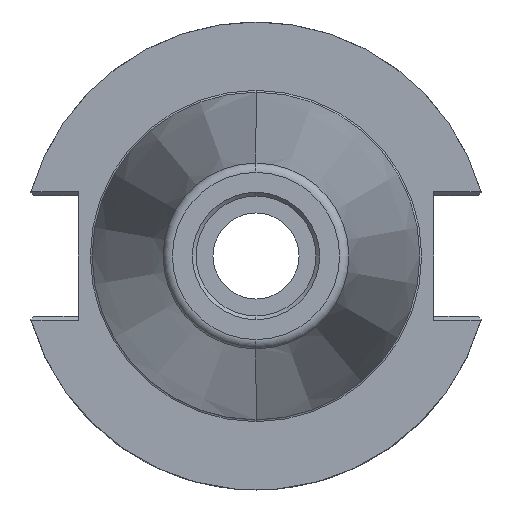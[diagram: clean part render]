
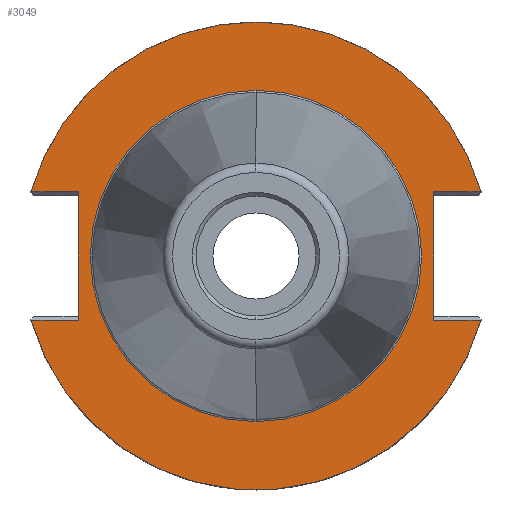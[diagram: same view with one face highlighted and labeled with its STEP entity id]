
A CAD part, left-side view. The second image highlights one B-rep face of the part: STEP entity #3049.
In plain terms, the highlighted planar face has unit normal (-1, 0, 0).
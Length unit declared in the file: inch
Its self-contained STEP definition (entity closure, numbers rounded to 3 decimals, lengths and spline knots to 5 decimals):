
#10 = VERTEX_POINT ( 'NONE', #351 ) ;
#57 = ORIENTED_EDGE ( 'NONE', *, *, #2643, .T. ) ;
#80 = DIRECTION ( 'NONE',  ( 0., 0., 1. ) ) ;
#91 = ORIENTED_EDGE ( 'NONE', *, *, #2174, .T. ) ;
#111 = VERTEX_POINT ( 'NONE', #2308 ) ;
#189 = CARTESIAN_POINT ( 'NONE',  ( 0.04, 0.95, 0. ) ) ;
#202 = CARTESIAN_POINT ( 'NONE',  ( 0.04, 0.875, -0.3425 ) ) ;
#236 = DIRECTION ( 'NONE',  ( 0., -1., 0. ) ) ;
#245 = FACE_BOUND ( 'NONE', #1979, .T. ) ;
#327 = DIRECTION ( 'NONE',  ( -1., 0., 0. ) ) ;
#350 = DIRECTION ( 'NONE',  ( 1., 0., 0. ) ) ;
#351 = CARTESIAN_POINT ( 'NONE',  ( 0.04, -1.20216, -0.3425 ) ) ;
#365 = CARTESIAN_POINT ( 'NONE',  ( 0.04, 0., 0.885 ) ) ;
#395 = CIRCLE ( 'NONE', #1326, 0.885 ) ;
#453 = CARTESIAN_POINT ( 'NONE',  ( 0.04, 0.875, -0.3425 ) ) ;
#456 = EDGE_LOOP ( 'NONE', ( #1663, #1081, #1329, #91, #57, #1161, #2424, #2447, #862 ) ) ;
#652 = CARTESIAN_POINT ( 'NONE',  ( 0.04, 1.20216, 0.3425 ) ) ;
#653 = DIRECTION ( 'NONE',  ( 0., 0., 1. ) ) ;
#656 = CARTESIAN_POINT ( 'NONE',  ( 0.04, -1.20216, 0.3425 ) ) ;
#676 = CARTESIAN_POINT ( 'NONE',  ( 0.04, 0.875, 0. ) ) ;
#687 = AXIS2_PLACEMENT_3D ( 'NONE', #676, #2628, #1400 ) ;
#697 = EDGE_CURVE ( 'NONE', #1213, #1744, #2072, .T. ) ;
#708 = LINE ( 'NONE', #766, #784 ) ;
#766 = CARTESIAN_POINT ( 'NONE',  ( 0.04, 0.875, 0.3425 ) ) ;
#784 = VECTOR ( 'NONE', #2931, 39.37008 ) ;
#826 = AXIS2_PLACEMENT_3D ( 'NONE', #2751, #327, #2011 ) ;
#862 = ORIENTED_EDGE ( 'NONE', *, *, #697, .T. ) ;
#954 = CARTESIAN_POINT ( 'NONE',  ( 0.04, 0.95, -0.3425 ) ) ;
#1014 = VECTOR ( 'NONE', #2912, 39.37008 ) ;
#1016 = CIRCLE ( 'NONE', #2398, 1.25 ) ;
#1077 = CARTESIAN_POINT ( 'NONE',  ( 0.04, 0., 0. ) ) ;
#1081 = ORIENTED_EDGE ( 'NONE', *, *, #1929, .T. ) ;
#1095 = DIRECTION ( 'NONE',  ( 0., 0., -1. ) ) ;
#1118 = ORIENTED_EDGE ( 'NONE', *, *, #2940, .T. ) ;
#1156 = VECTOR ( 'NONE', #1183, 39.37008 ) ;
#1161 = ORIENTED_EDGE ( 'NONE', *, *, #1777, .T. ) ;
#1183 = DIRECTION ( 'NONE',  ( 0., 1., 0. ) ) ;
#1213 = VERTEX_POINT ( 'NONE', #954 ) ;
#1228 = FACE_OUTER_BOUND ( 'NONE', #456, .T. ) ;
#1235 = LINE ( 'NONE', #453, #1156 ) ;
#1298 = DIRECTION ( 'NONE',  ( -1., 0., 0. ) ) ;
#1326 = AXIS2_PLACEMENT_3D ( 'NONE', #2558, #3008, #1095 ) ;
#1329 = ORIENTED_EDGE ( 'NONE', *, *, #2025, .F. ) ;
#1341 = VERTEX_POINT ( 'NONE', #2236 ) ;
#1355 = CARTESIAN_POINT ( 'NONE',  ( 0.04, -0.95, 0.3425 ) ) ;
#1400 = DIRECTION ( 'NONE',  ( 0., 0., -1. ) ) ;
#1418 = EDGE_CURVE ( 'NONE', #1744, #10, #2647, .T. ) ;
#1464 = LINE ( 'NONE', #2697, #1014 ) ;
#1530 = CARTESIAN_POINT ( 'NONE',  ( 0.04, 0.95, 0.3425 ) ) ;
#1537 = VERTEX_POINT ( 'NONE', #365 ) ;
#1663 = ORIENTED_EDGE ( 'NONE', *, *, #1418, .T. ) ;
#1733 = CARTESIAN_POINT ( 'NONE',  ( 0.04, 1.20216, -0.3425 ) ) ;
#1744 = VERTEX_POINT ( 'NONE', #1733 ) ;
#1777 = EDGE_CURVE ( 'NONE', #1341, #2626, #1016, .T. ) ;
#1792 = LINE ( 'NONE', #2648, #3044 ) ;
#1896 = ORIENTED_EDGE ( 'NONE', *, *, #2880, .T. ) ;
#1929 = EDGE_CURVE ( 'NONE', #10, #2664, #1235, .T. ) ;
#1950 = CIRCLE ( 'NONE', #2787, 0.885 ) ;
#1979 = EDGE_LOOP ( 'NONE', ( #1118, #1896 ) ) ;
#1982 = EDGE_CURVE ( 'NONE', #2626, #2380, #708, .T. ) ;
#2011 = DIRECTION ( 'NONE',  ( 0., 0., 1. ) ) ;
#2025 = EDGE_CURVE ( 'NONE', #2887, #2664, #1464, .T. ) ;
#2072 = LINE ( 'NONE', #202, #2659 ) ;
#2092 = LINE ( 'NONE', #189, #2743 ) ;
#2127 = VERTEX_POINT ( 'NONE', #656 ) ;
#2174 = EDGE_CURVE ( 'NONE', #2887, #2127, #1792, .T. ) ;
#2236 = CARTESIAN_POINT ( 'NONE',  ( 0.04, 0., 1.25 ) ) ;
#2308 = CARTESIAN_POINT ( 'NONE',  ( 0.04, 0., -0.885 ) ) ;
#2380 = VERTEX_POINT ( 'NONE', #1530 ) ;
#2390 = DIRECTION ( 'NONE',  ( -1., 0., 0. ) ) ;
#2398 = AXIS2_PLACEMENT_3D ( 'NONE', #2741, #1298, #80 ) ;
#2424 = ORIENTED_EDGE ( 'NONE', *, *, #1982, .T. ) ;
#2447 = ORIENTED_EDGE ( 'NONE', *, *, #3120, .F. ) ;
#2537 = DIRECTION ( 'NONE',  ( 0., 0., -1. ) ) ;
#2558 = CARTESIAN_POINT ( 'NONE',  ( 0.04, 0., 0. ) ) ;
#2600 = DIRECTION ( 'NONE',  ( 0., 1., 0. ) ) ;
#2626 = VERTEX_POINT ( 'NONE', #652 ) ;
#2628 = DIRECTION ( 'NONE',  ( 1., 0., 0. ) ) ;
#2631 = CARTESIAN_POINT ( 'NONE',  ( 0.04, 0., 0. ) ) ;
#2643 = EDGE_CURVE ( 'NONE', #2127, #1341, #3083, .T. ) ;
#2647 = CIRCLE ( 'NONE', #826, 1.25 ) ;
#2648 = CARTESIAN_POINT ( 'NONE',  ( 0.04, 0.875, 0.3425 ) ) ;
#2659 = VECTOR ( 'NONE', #2600, 39.37008 ) ;
#2664 = VERTEX_POINT ( 'NONE', #2910 ) ;
#2697 = CARTESIAN_POINT ( 'NONE',  ( 0.04, -0.95, 0. ) ) ;
#2734 = AXIS2_PLACEMENT_3D ( 'NONE', #2631, #2390, #3063 ) ;
#2741 = CARTESIAN_POINT ( 'NONE',  ( 0.04, 0., 0. ) ) ;
#2743 = VECTOR ( 'NONE', #653, 39.37008 ) ;
#2751 = CARTESIAN_POINT ( 'NONE',  ( 0.04, 0., 0. ) ) ;
#2787 = AXIS2_PLACEMENT_3D ( 'NONE', #1077, #350, #2537 ) ;
#2880 = EDGE_CURVE ( 'NONE', #1537, #111, #1950, .T. ) ;
#2887 = VERTEX_POINT ( 'NONE', #1355 ) ;
#2910 = CARTESIAN_POINT ( 'NONE',  ( 0.04, -0.95, -0.3425 ) ) ;
#2912 = DIRECTION ( 'NONE',  ( 0., 0., -1. ) ) ;
#2931 = DIRECTION ( 'NONE',  ( 0., -1., 0. ) ) ;
#2940 = EDGE_CURVE ( 'NONE', #111, #1537, #395, .T. ) ;
#3008 = DIRECTION ( 'NONE',  ( 1., 0., 0. ) ) ;
#3044 = VECTOR ( 'NONE', #236, 39.37008 ) ;
#3049 = ADVANCED_FACE ( 'NONE', ( #245, #1228 ), #3060, .F. ) ;
#3060 = PLANE ( 'NONE',  #687 ) ;
#3063 = DIRECTION ( 'NONE',  ( 0., 0., 1. ) ) ;
#3083 = CIRCLE ( 'NONE', #2734, 1.25 ) ;
#3120 = EDGE_CURVE ( 'NONE', #1213, #2380, #2092, .T. ) ;
